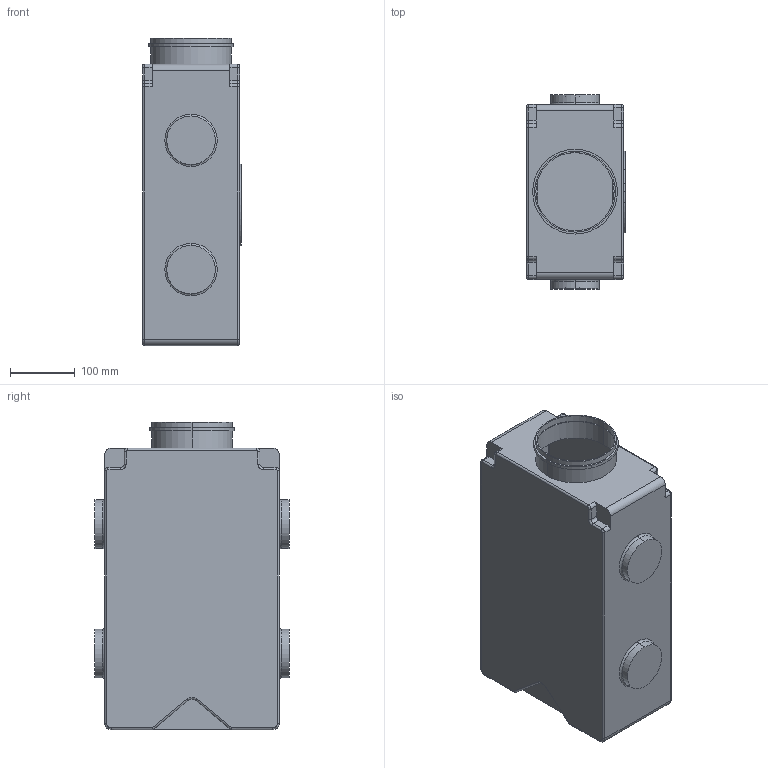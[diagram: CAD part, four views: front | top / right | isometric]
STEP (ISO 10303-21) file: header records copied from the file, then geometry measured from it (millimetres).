
FILE_DESCRIPTION (( 'STEP AP214' ), '1' );
FILE_NAME ('MF-V75.STEP', '2009-07-16T11:54:43', ( 'Wolfgang Schmidt' ), ( 'WS-KO' ), 'SwSTEP 2.0', 'SolidWorks 2008', '' );
FILE_SCHEMA (( 'AUTOMOTIVE_DESIGN' ));
Length unit declared in the file: millimetre
Products named in the file (1): MF-V75
Bounding box: 153 x 300 x 475 mm (x, y, z)
Volume: 919055.7 mm3; surface area: 919884.6 mm2
Topology: 1 solids, 1 shells, 241 faces, 558 edges, 340 vertices
Faces by surface type: cylinder 114, plane 71, torus 56
Entity records: 6879 total; most frequent: DIRECTION 1326, CARTESIAN_POINT 1164, ORIENTED_EDGE 1116, EDGE_CURVE 558, AXIS2_PLACEMENT_3D 534, VERTEX_POINT 340, CIRCLE 292, EDGE_LOOP 262
